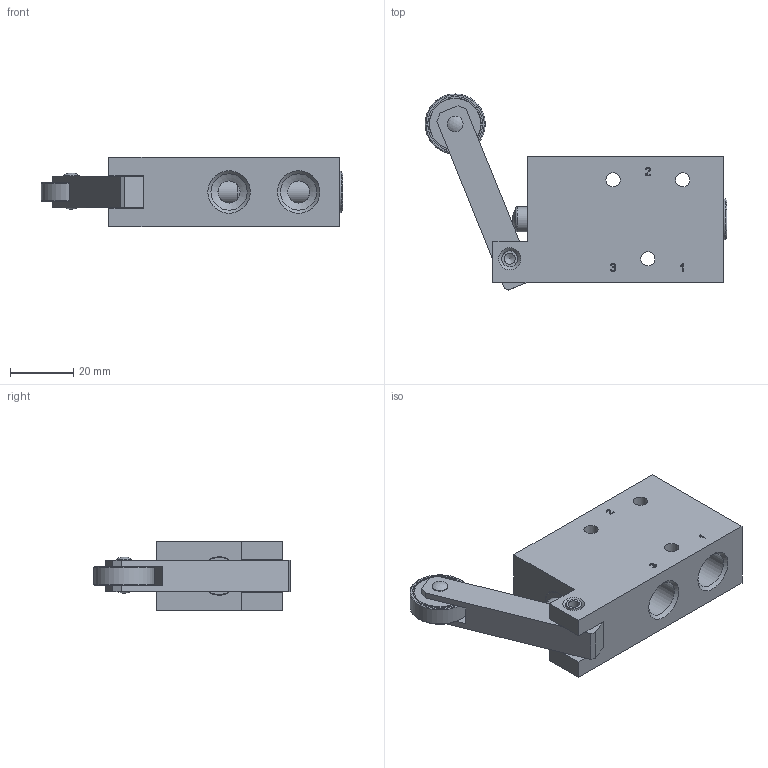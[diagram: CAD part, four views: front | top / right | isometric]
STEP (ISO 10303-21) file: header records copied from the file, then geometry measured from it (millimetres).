
FILE_DESCRIPTION(/* description */ ('Unknown'),/* implementation_level */ '2;1');
FILE_NAME(/* name */ 'BR 311 701',/* time_stamp */ '2018-11-26T07:05:23+01:00',/* author */ ('Unknown'),/* organization */ ('Unknown'),/* preprocessor_version */ 'ST-DEVELOPER v16.7',/* originating_system */ 'DEX',/* authorisation */ $);
FILE_SCHEMA (('AUTOMOTIVE_DESIGN {1 0 10303 214 3 1 1}'));
Length unit declared in the file: millimetre
Products named in the file (2): BR 311 701
Assembly tree (1 placements, depth 2):
  BR 311 701
    BR 311 701
Bounding box: 95.43 x 61.99 x 22 mm (x, y, z)
Volume: 52872.7 mm3; surface area: 23421.9 mm2
Topology: 17 solids, 23 shells, 227 faces, 561 edges, 372 vertices
Faces by surface type: plane 85, cylinder 51, bspline 40, cone 24, sphere 15, torus 12
Full cylindrical faces by diameter (mm): 1.6 x1, 3.5 x2, 4.5 x4, 4.998 x1, 5 x7, 7 x3, 7.6 x2, 7.61 x2, 8 x2, 8.06 x2, 9 x1, 9.564 x2, 10.8 x1, 11.445 x6, 12 x1, 12.05 x1, 12.06 x1, 13 x1, 14.436 x2, 17.3 x2, 19 x1
Entity records: 7256 total; most frequent: CARTESIAN_POINT 1825, DIRECTION 823, ORIENTED_EDGE 806, EDGE_CURVE 403, FACE_BOUND 364, EDGE_LOOP 350, VERTEX_POINT 323, AXIS2_PLACEMENT_3D 319
